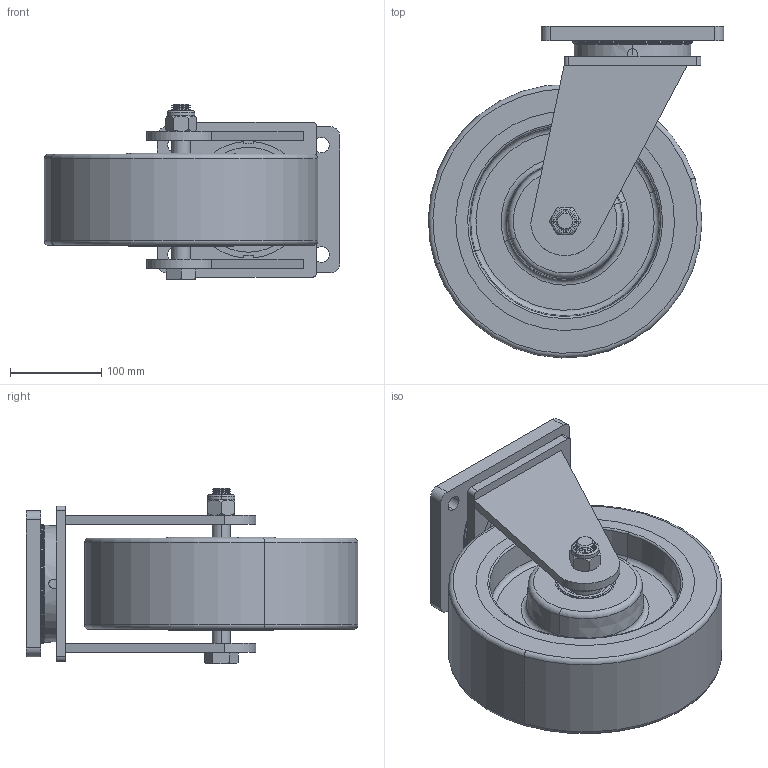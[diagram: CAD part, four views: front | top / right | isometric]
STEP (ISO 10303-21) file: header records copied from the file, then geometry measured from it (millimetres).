
FILE_DESCRIPTION (( 'STEP AP203' ), '1' );
FILE_NAME ('S12912.STEP', '2020-02-24T19:54:21', ( '' ), ( '' ), 'SwSTEP 2.0', 'SolidWorks 2013', '' );
FILE_SCHEMA (( 'CONFIG_CONTROL_DESIGN' ));
Length unit declared in the file: millimetre
Products named in the file (1): S12912
Bounding box: 323.87 x 363.95 x 193 mm (x, y, z)
Volume: 6790269.3 mm3; surface area: 801305.1 mm2
Topology: 14 solids, 14 shells, 694 faces, 1821 edges, 1140 vertices
Faces by surface type: cylinder 224, plane 158, torus 139, cone 113, sphere 52, bspline 8
Entity records: 25130 total; most frequent: CARTESIAN_POINT 7608, DIRECTION 3891, ORIENTED_EDGE 3642, EDGE_CURVE 1821, AXIS2_PLACEMENT_3D 1703, VERTEX_POINT 1140, CIRCLE 1016, EDGE_LOOP 797
